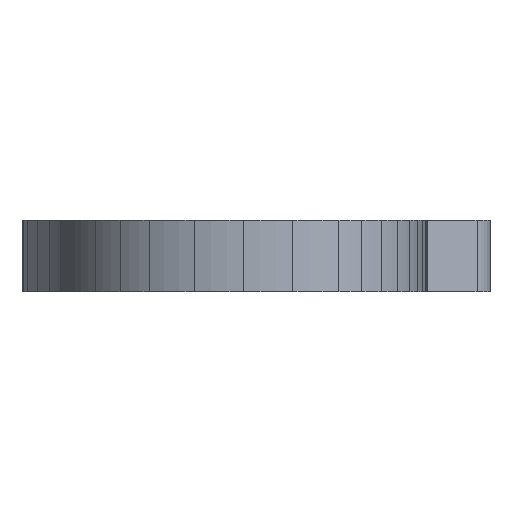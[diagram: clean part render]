
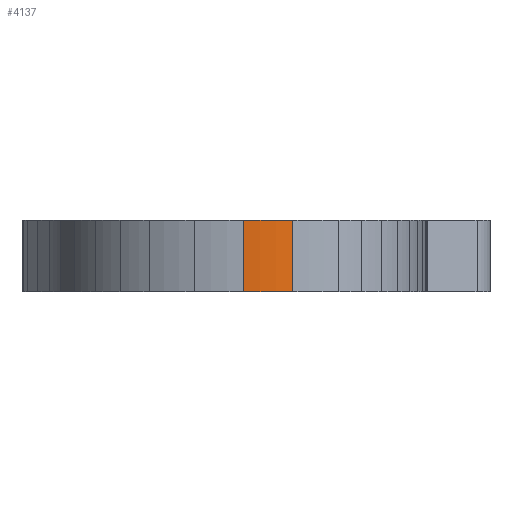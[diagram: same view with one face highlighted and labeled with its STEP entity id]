
A CAD part, left-side view. The second image highlights one B-rep face of the part: STEP entity #4137.
In plain terms, the highlighted cylindrical face has radius 29.837 mm (diameter 59.674 mm), a partial arc.
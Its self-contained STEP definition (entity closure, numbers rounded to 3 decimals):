
#278=FACE_OUTER_BOUND('',#497,.T.);
#497=EDGE_LOOP('',(#3444,#3445,#3446,#3447));
#876=LINE('',#6918,#1284);
#877=LINE('',#6922,#1285);
#1284=VECTOR('',#5636,10.);
#1285=VECTOR('',#5641,10.);
#1461=CIRCLE('',#4310,29.837);
#1562=CIRCLE('',#4551,29.837);
#1751=VERTEX_POINT('',#6246);
#1752=VERTEX_POINT('',#6248);
#1947=VERTEX_POINT('',#6916);
#1948=VERTEX_POINT('',#6920);
#2177=EDGE_CURVE('',#1751,#1752,#1461,.T.);
#2512=EDGE_CURVE('',#1947,#1751,#876,.T.);
#2513=EDGE_CURVE('',#1948,#1947,#1562,.T.);
#2514=EDGE_CURVE('',#1948,#1752,#877,.T.);
#3444=ORIENTED_EDGE('',*,*,#2512,.F.);
#3445=ORIENTED_EDGE('',*,*,#2513,.F.);
#3446=ORIENTED_EDGE('',*,*,#2514,.T.);
#3447=ORIENTED_EDGE('',*,*,#2177,.F.);
#3958=CYLINDRICAL_SURFACE('',#4550,29.837);
#4137=ADVANCED_FACE('',(#278),#3958,.T.);
#4310=AXIS2_PLACEMENT_3D('',#6249,#4922,#4923);
#4550=AXIS2_PLACEMENT_3D('',#6919,#5637,#5638);
#4551=AXIS2_PLACEMENT_3D('',#6921,#5639,#5640);
#4922=DIRECTION('center_axis',(0.,0.,-1.));
#4923=DIRECTION('ref_axis',(-0.981,-0.194,0.));
#5636=DIRECTION('',(0.,0.,-1.));
#5637=DIRECTION('center_axis',(0.,0.,1.));
#5638=DIRECTION('ref_axis',(-0.981,-0.194,0.));
#5639=DIRECTION('center_axis',(0.,0.,1.));
#5640=DIRECTION('ref_axis',(-0.981,-0.194,0.));
#5641=DIRECTION('',(0.,0.,-1.));
#6246=CARTESIAN_POINT('',(69.434,-56.781,-5.));
#6248=CARTESIAN_POINT('',(68.89,-49.859,-5.));
#6249=CARTESIAN_POINT('Origin',(98.705,-50.998,-5.));
#6916=CARTESIAN_POINT('',(69.434,-56.781,5.));
#6918=CARTESIAN_POINT('',(69.434,-56.781,0.));
#6919=CARTESIAN_POINT('Origin',(98.705,-50.998,0.));
#6920=CARTESIAN_POINT('',(68.89,-49.859,5.));
#6921=CARTESIAN_POINT('Origin',(98.705,-50.998,5.));
#6922=CARTESIAN_POINT('',(68.89,-49.859,0.));
